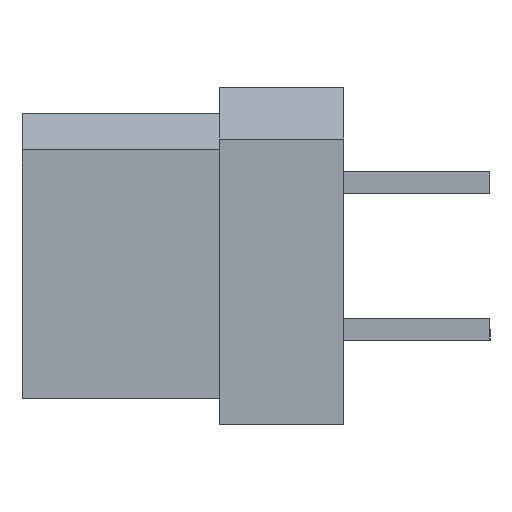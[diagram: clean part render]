
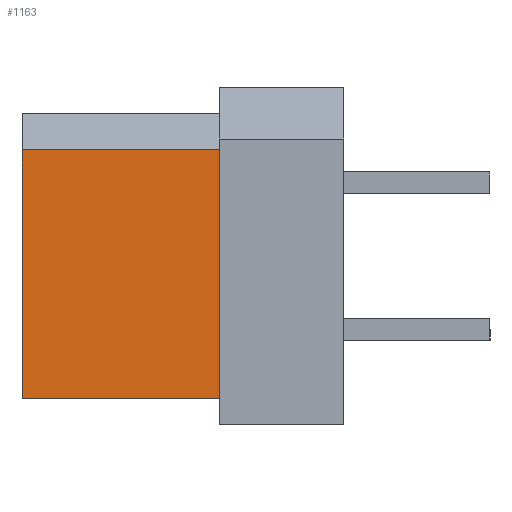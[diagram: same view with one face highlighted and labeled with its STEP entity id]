
A CAD part, left-side view. The second image highlights one B-rep face of the part: STEP entity #1163.
In plain terms, the highlighted planar face has unit normal (-1, 0, 0).
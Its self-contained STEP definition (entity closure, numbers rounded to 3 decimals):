
#1163 = ADVANCED_FACE ( 'NONE', ( #3297 ), #3345, .F. ) ;
#1164 = EDGE_LOOP ( 'NONE', ( #1165, #1166, #1169, #1172 ) ) ;
#1165 = ORIENTED_EDGE ( 'NONE', *, *, #1215, .T. ) ;
#1166 = ORIENTED_EDGE ( 'NONE', *, *, #1167, .T. ) ;
#1167 = EDGE_CURVE ( 'NONE', #1213, #1168, #3340, .T. ) ;
#1168 = VERTEX_POINT ( 'NONE', #3336 ) ;
#1169 = ORIENTED_EDGE ( 'NONE', *, *, #1170, .F. ) ;
#1170 = EDGE_CURVE ( 'NONE', #1171, #1168, #3335, .T. ) ;
#1171 = VERTEX_POINT ( 'NONE', #3331 ) ;
#1172 = ORIENTED_EDGE ( 'NONE', *, *, #1173, .T. ) ;
#1173 = EDGE_CURVE ( 'NONE', #1171, #1216, #3329, .T. ) ;
#1213 = VERTEX_POINT ( 'NONE', #3428 ) ;
#1215 = EDGE_CURVE ( 'NONE', #1216, #1213, #3427, .T. ) ;
#1216 = VERTEX_POINT ( 'NONE', #3423 ) ;
#3297 = FACE_OUTER_BOUND ( 'NONE', #1164, .T. ) ;
#3326 = DIRECTION ( 'NONE',  ( 0., -1., 0. ) ) ;
#3327 = VECTOR ( 'NONE', #3326, 1000. ) ;
#3328 = CARTESIAN_POINT ( 'NONE',  ( 0.4, 0.9, -0.75 ) ) ;
#3329 = LINE ( 'NONE', #3328, #3327 ) ;
#3331 = CARTESIAN_POINT ( 'NONE',  ( 0.4, 0.9, -0.75 ) ) ;
#3332 = DIRECTION ( 'NONE',  ( 0., 0., 1. ) ) ;
#3333 = VECTOR ( 'NONE', #3332, 1000. ) ;
#3334 = CARTESIAN_POINT ( 'NONE',  ( 0.4, 0.9, -0.75 ) ) ;
#3335 = LINE ( 'NONE', #3334, #3333 ) ;
#3336 = CARTESIAN_POINT ( 'NONE',  ( 0.4, 0.9, 2.65 ) ) ;
#3337 = DIRECTION ( 'NONE',  ( 0., 1., 0. ) ) ;
#3338 = VECTOR ( 'NONE', #3337, 1000. ) ;
#3339 = CARTESIAN_POINT ( 'NONE',  ( 0.4, 0.9, 2.65 ) ) ;
#3340 = LINE ( 'NONE', #3339, #3338 ) ;
#3341 = DIRECTION ( 'NONE',  ( 0., 0., -1. ) ) ;
#3342 = DIRECTION ( 'NONE',  ( 1., 0., 0. ) ) ;
#3343 = CARTESIAN_POINT ( 'NONE',  ( 0.4, 0.9, -0.75 ) ) ;
#3344 = AXIS2_PLACEMENT_3D ( 'NONE', #3343, #3342, #3341 ) ;
#3345 = PLANE ( 'NONE',  #3344 ) ;
#3423 = CARTESIAN_POINT ( 'NONE',  ( 0.4, -1.8, -0.75 ) ) ;
#3424 = DIRECTION ( 'NONE',  ( 0., 0., 1. ) ) ;
#3425 = VECTOR ( 'NONE', #3424, 1000. ) ;
#3426 = CARTESIAN_POINT ( 'NONE',  ( 0.4, -1.8, -0.75 ) ) ;
#3427 = LINE ( 'NONE', #3426, #3425 ) ;
#3428 = CARTESIAN_POINT ( 'NONE',  ( 0.4, -1.8, 2.65 ) ) ;
